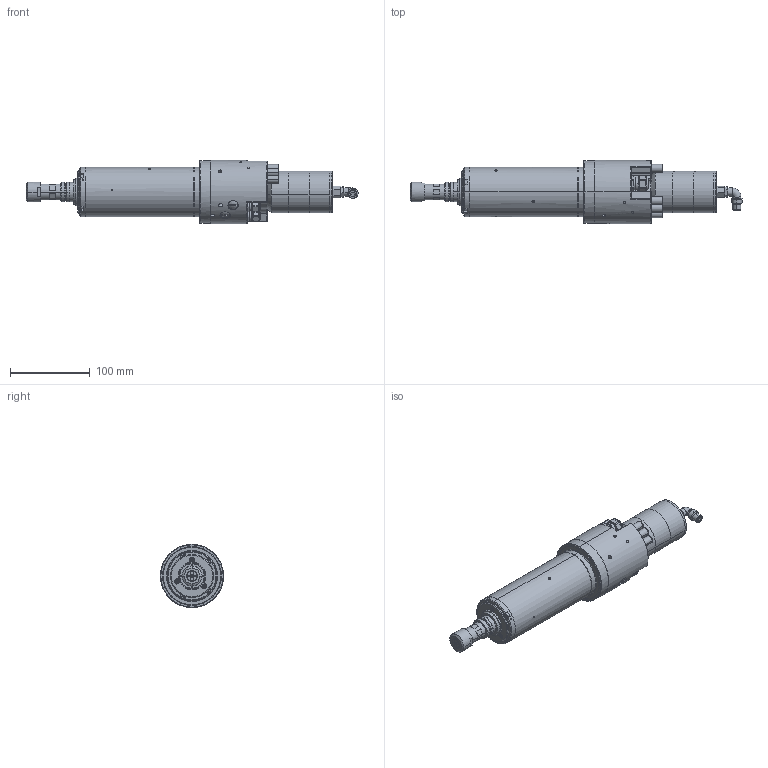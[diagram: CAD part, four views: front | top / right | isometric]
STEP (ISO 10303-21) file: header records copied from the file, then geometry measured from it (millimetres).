
FILE_DESCRIPTION (( 'STEP AP203' ), '1' );
FILE_NAME ('062A50K-00-.STEP', '2014-03-26T09:18:23', ( '' ), ( '' ), 'SwSTEP 2.0', 'SolidWorks 2014', '' );
FILE_SCHEMA (( 'CONFIG_CONTROL_DESIGN' ));
Length unit declared in the file: millimetre
Products named in the file (1): 062A50K-00-
Bounding box: 415.71 x 79 x 79 mm (x, y, z)
Surface area: 102756.6 mm2 (no closed solid volume)
Topology: 0 solids, 65 shells, 624 faces, 1874 edges, 1323 vertices
Faces by surface type: plane 244, cylinder 228, cone 106, torus 40, sphere 6
Entity records: 22737 total; most frequent: CARTESIAN_POINT 5383, DIRECTION 3902, ORIENTED_EDGE 3055, EDGE_CURVE 1868, AXIS2_PLACEMENT_3D 1535, VERTEX_POINT 1323, CIRCLE 910, LINE 832
